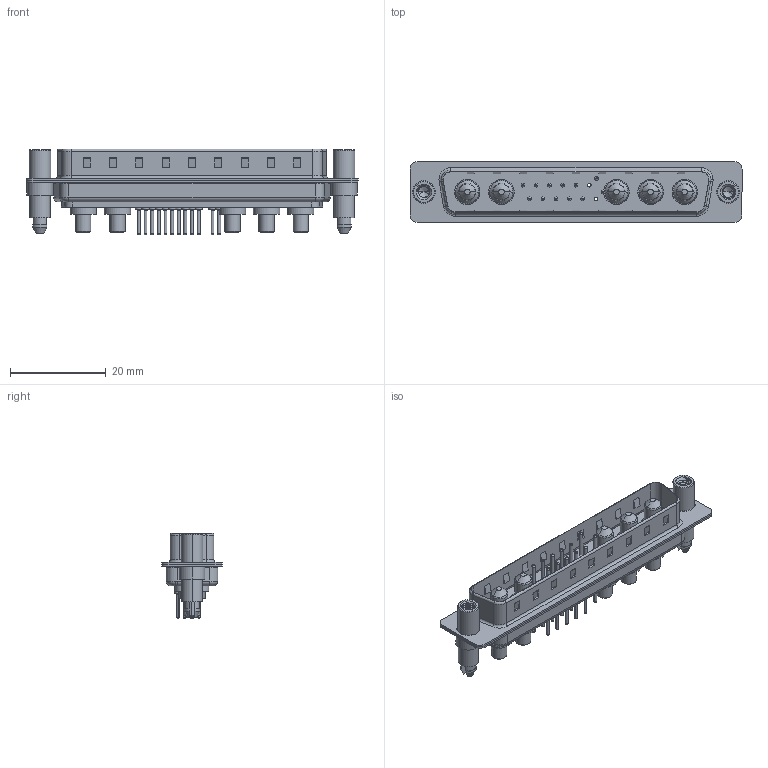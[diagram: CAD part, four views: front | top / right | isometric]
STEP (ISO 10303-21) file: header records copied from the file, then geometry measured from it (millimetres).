
FILE_DESCRIPTION (( 'STEP AP203' ), '1' );
FILE_NAME ('627-17W5224-3TE.STEP', '2019-05-29T02:55:15', ( '' ), ( '' ), 'SwSTEP 2.0', 'SolidWorks 2016', '' );
FILE_SCHEMA (( 'CONFIG_CONTROL_DESIGN' ));
Length unit declared in the file: millimetre
Products named in the file (9): 627Combo Shell Rear_37 Contacts; 627Combo Shell Front_37 Contacts; 627Combo Threaded Standoff and Boardlock_E; Power Pin_30A S; 627Combo Threaded Standoff and Boardlock_6; 627Combo Contact Row 1_24; 627Combo Contact Row 2_24; 627-17W5224-3TE; 627Combo Housing_17W5
Assembly tree (22 placements, depth 2):
  627-17W5224-3TE
    627Combo Housing_17W5
    627Combo Shell Rear_37 Contacts
    627Combo Shell Front_37 Contacts
    627Combo Threaded Standoff and Boardlock_E
    Power Pin_30A S  x5
    627Combo Threaded Standoff and Boardlock_6
    627Combo Contact Row 1_24  x6
    627Combo Contact Row 2_24  x6
Bounding box: 69.3 x 12.6 x 17.9 mm (x, y, z)
Volume: 4486.9 mm3; surface area: 9591.7 mm2
Topology: 27 solids, 27 shells, 1111 faces, 2504 edges, 1539 vertices
Faces by surface type: cylinder 436, plane 355, torus 252, cone 52, bspline 16
Entity records: 23797 total; most frequent: CARTESIAN_POINT 6066, DIRECTION 3606, ORIENTED_EDGE 3292, EDGE_CURVE 1646, AXIS2_PLACEMENT_3D 1378, VERTEX_POINT 1043, LINE 850, VECTOR 850
